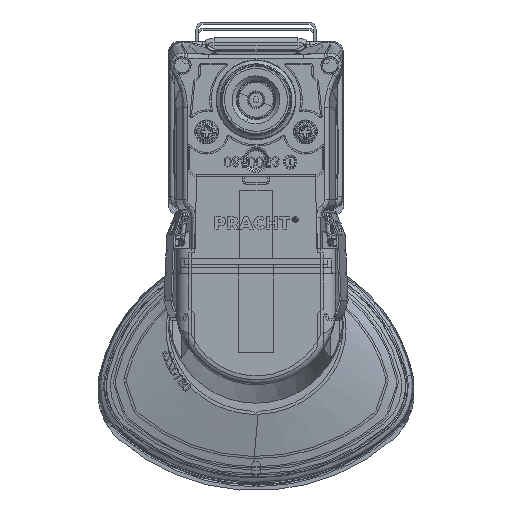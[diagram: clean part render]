
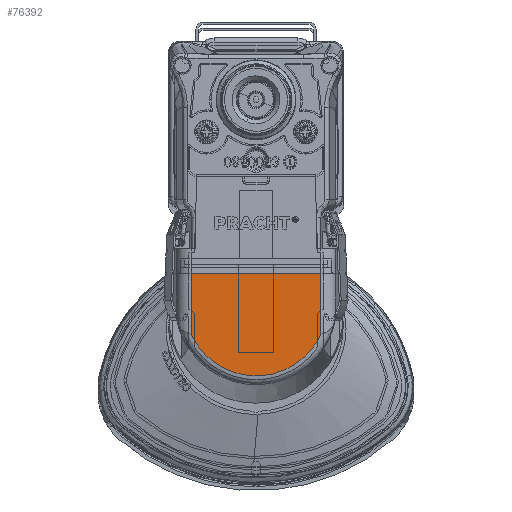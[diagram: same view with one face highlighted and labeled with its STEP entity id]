
A CAD part, top view. The second image highlights one B-rep face of the part: STEP entity #76392.
In plain terms, the highlighted face is planar.
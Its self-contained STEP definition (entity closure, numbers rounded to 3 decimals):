
#881 = DIRECTION ( 'NONE',  ( -1., 0., 0. ) ) ;
#1798 = CARTESIAN_POINT ( 'NONE',  ( 1.159, 40., 34.133 ) ) ;
#9606 = EDGE_CURVE ( 'NONE', #142924, #22612, #165619, .T. ) ;
#12657 = PLANE ( 'NONE',  #19138 ) ;
#12670 = VECTOR ( 'NONE', #46926, 1000. ) ;
#13608 = CARTESIAN_POINT ( 'NONE',  ( 21.204, 40., 21.242 ) ) ;
#15558 = CARTESIAN_POINT ( 'NONE',  ( 9.396, 40., 32.214 ) ) ;
#17498 = CARTESIAN_POINT ( 'NONE',  ( 18.753, 40., 25.077 ) ) ;
#18502 = LINE ( 'NONE', #140102, #12670 ) ;
#19138 = AXIS2_PLACEMENT_3D ( 'NONE', #117571, #160793, #90090 ) ;
#22612 = VERTEX_POINT ( 'NONE', #115541 ) ;
#29320 = CARTESIAN_POINT ( 'NONE',  ( 20.655, 40., 22.243 ) ) ;
#31256 = CARTESIAN_POINT ( 'NONE',  ( -2.263, 40., 34.053 ) ) ;
#32231 = CARTESIAN_POINT ( 'NONE',  ( 2.289, 40., 34.05 ) ) ;
#39199 = CARTESIAN_POINT ( 'NONE',  ( -21.698, 40., 20.212 ) ) ;
#42367 = EDGE_CURVE ( 'NONE', #104380, #142924, #18502, .T. ) ;
#43990 = CARTESIAN_POINT ( 'NONE',  ( -17.262, 40., 26.791 ) ) ;
#45910 = CARTESIAN_POINT ( 'NONE',  ( 19.434, 40., 24.173 ) ) ;
#45950 = CARTESIAN_POINT ( 'NONE',  ( 21.698, 40., 0. ) ) ;
#46210 = ORIENTED_EDGE ( 'NONE', *, *, #9606, .T. ) ;
#46883 = CARTESIAN_POINT ( 'NONE',  ( -1.129, 40., 34.135 ) ) ;
#46926 = DIRECTION ( 'NONE',  ( 0., 0., -1. ) ) ;
#58025 = EDGE_CURVE ( 'NONE', #67088, #104380, #66601, .T. ) ;
#59681 = CARTESIAN_POINT ( 'NONE',  ( 20.362, 40., 22.735 ) ) ;
#61618 = CARTESIAN_POINT ( 'NONE',  ( -21.222, 40., 21.252 ) ) ;
#62583 = CARTESIAN_POINT ( 'NONE',  ( 5.625, 40., 33.49 ) ) ;
#65421 = ORIENTED_EDGE ( 'NONE', *, *, #42367, .T. ) ;
#66601 = B_SPLINE_CURVE_WITH_KNOTS ( 'NONE', 3,
 ( #39199, #61618, #148944, #76354, #74393, #104792, #92024, #43990, #106722, #90075, #133274, #166558, #134233, #136198, #167529, #149912, #194010, #147972, #164616, #31256, #46883, #1798, #32231, #122429, #62583, #107697, #118513, #119511, #15558, #182226, #121441, #181236, #163657, #103808, #151866, #91053, #105753, #17498, #45910, #59681, #29320, #13608, #137154, #88143 ),
 .UNSPECIFIED., .F., .F.,
 ( 4, 2, 2, 2, 2, 2, 2, 2, 2, 2, 2, 2, 2, 2, 2, 2, 2, 2, 2, 2, 2, 4 ),
 ( 0., 0.003, 0.005, 0.007, 0.01, 0.014, 0.017, 0.02, 0.022, 0.024, 0.027, 0.031, 0.034, 0.036, 0.037, 0.041, 0.043, 0.044, 0.048, 0.051, 0.053, 0.055 ),
 .UNSPECIFIED. ) ;
#67088 = VERTEX_POINT ( 'NONE', #74343 ) ;
#68229 = VECTOR ( 'NONE', #151853, 1000. ) ;
#74343 = CARTESIAN_POINT ( 'NONE',  ( -21.698, 40., 20.212 ) ) ;
#74393 = CARTESIAN_POINT ( 'NONE',  ( -19.426, 40., 24.149 ) ) ;
#76354 = CARTESIAN_POINT ( 'NONE',  ( -19.751, 40., 23.682 ) ) ;
#76392 = ADVANCED_FACE ( 'NONE', ( #163671 ), #12657, .F. ) ;
#88143 = CARTESIAN_POINT ( 'NONE',  ( 21.698, 40., 20.211 ) ) ;
#90075 = CARTESIAN_POINT ( 'NONE',  ( -14.755, 40., 29.063 ) ) ;
#90090 = DIRECTION ( 'NONE',  ( 0., 0., -1. ) ) ;
#91053 = CARTESIAN_POINT ( 'NONE',  ( 16.474, 40., 27.578 ) ) ;
#91601 = ORIENTED_EDGE ( 'NONE', *, *, #150425, .F. ) ;
#92024 = CARTESIAN_POINT ( 'NONE',  ( -18.38, 40., 25.507 ) ) ;
#103808 = CARTESIAN_POINT ( 'NONE',  ( 14.736, 40., 29.053 ) ) ;
#104380 = VERTEX_POINT ( 'NONE', #164373 ) ;
#104792 = CARTESIAN_POINT ( 'NONE',  ( -18.74, 40., 25.062 ) ) ;
#105753 = CARTESIAN_POINT ( 'NONE',  ( 17.273, 40., 26.779 ) ) ;
#106722 = CARTESIAN_POINT ( 'NONE',  ( -16.462, 40., 27.588 ) ) ;
#107697 = CARTESIAN_POINT ( 'NONE',  ( 7.26, 40., 33.011 ) ) ;
#115541 = CARTESIAN_POINT ( 'NONE',  ( -21.698, 40., 0. ) ) ;
#117571 = CARTESIAN_POINT ( 'NONE',  ( 21.698, 40., 48. ) ) ;
#118513 = CARTESIAN_POINT ( 'NONE',  ( 7.803, 40., 32.83 ) ) ;
#119511 = CARTESIAN_POINT ( 'NONE',  ( 8.872, 40., 32.432 ) ) ;
#121441 = CARTESIAN_POINT ( 'NONE',  ( 11.93, 40., 30.97 ) ) ;
#122429 = CARTESIAN_POINT ( 'NONE',  ( 4.522, 40., 33.729 ) ) ;
#133274 = CARTESIAN_POINT ( 'NONE',  ( -13.848, 40., 29.741 ) ) ;
#134233 = CARTESIAN_POINT ( 'NONE',  ( -10.926, 40., 31.517 ) ) ;
#136185 = LINE ( 'NONE', #193995, #68229 ) ;
#136198 = CARTESIAN_POINT ( 'NONE',  ( -8.873, 40., 32.453 ) ) ;
#137154 = CARTESIAN_POINT ( 'NONE',  ( 21.46, 40., 20.732 ) ) ;
#140102 = CARTESIAN_POINT ( 'NONE',  ( 21.698, 40., 48. ) ) ;
#142924 = VERTEX_POINT ( 'NONE', #180472 ) ;
#147972 = CARTESIAN_POINT ( 'NONE',  ( -4.511, 40., 33.711 ) ) ;
#148944 = CARTESIAN_POINT ( 'NONE',  ( -20.675, 40., 22.249 ) ) ;
#149912 = CARTESIAN_POINT ( 'NONE',  ( -6.181, 40., 33.327 ) ) ;
#150425 = EDGE_CURVE ( 'NONE', #67088, #22612, #136185, .T. ) ;
#151853 = DIRECTION ( 'NONE',  ( 0., 0., -1. ) ) ;
#151866 = CARTESIAN_POINT ( 'NONE',  ( 15.183, 40., 28.693 ) ) ;
#160793 = DIRECTION ( 'NONE',  ( 0., -1., 0. ) ) ;
#163657 = CARTESIAN_POINT ( 'NONE',  ( 13.823, 40., 29.733 ) ) ;
#163671 = FACE_OUTER_BOUND ( 'NONE', #188237, .T. ) ;
#164373 = CARTESIAN_POINT ( 'NONE',  ( 21.698, 40., 20.211 ) ) ;
#164616 = CARTESIAN_POINT ( 'NONE',  ( -3.951, 40., 33.811 ) ) ;
#165619 = LINE ( 'NONE', #45950, #169392 ) ;
#166558 = CARTESIAN_POINT ( 'NONE',  ( -11.922, 40., 30.976 ) ) ;
#167529 = CARTESIAN_POINT ( 'NONE',  ( -7.815, 40., 32.847 ) ) ;
#169392 = VECTOR ( 'NONE', #881, 1000. ) ;
#180472 = CARTESIAN_POINT ( 'NONE',  ( 21.698, 40., 0. ) ) ;
#181236 = CARTESIAN_POINT ( 'NONE',  ( 13.358, 40., 30.056 ) ) ;
#182226 = CARTESIAN_POINT ( 'NONE',  ( 10.94, 40., 31.51 ) ) ;
#186883 = ORIENTED_EDGE ( 'NONE', *, *, #58025, .T. ) ;
#188237 = EDGE_LOOP ( 'NONE', ( #91601, #186883, #65421, #46210 ) ) ;
#193995 = CARTESIAN_POINT ( 'NONE',  ( -21.698, 40., 48. ) ) ;
#194010 = CARTESIAN_POINT ( 'NONE',  ( -5.627, 40., 33.469 ) ) ;
